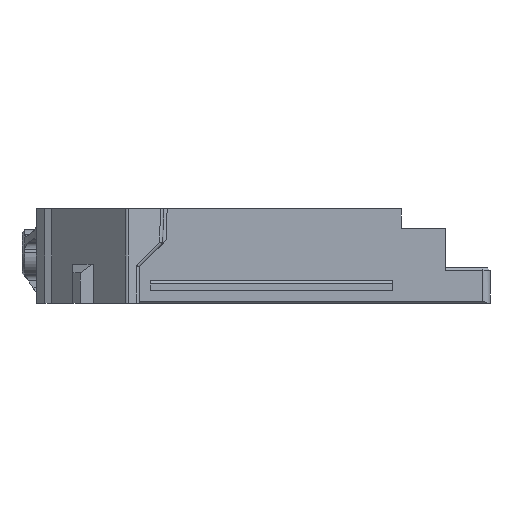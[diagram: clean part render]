
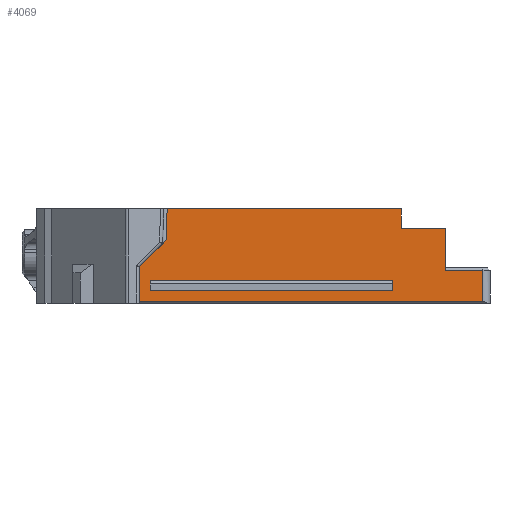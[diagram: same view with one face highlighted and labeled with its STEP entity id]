
A CAD part, front view. The second image highlights one B-rep face of the part: STEP entity #4069.
In plain terms, the highlighted planar face has unit normal (0, -1, 0).
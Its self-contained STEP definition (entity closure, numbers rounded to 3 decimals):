
#2136=CARTESIAN_POINT('',(425.772,110.462,25.));
#2137=VERTEX_POINT('',#2136);
#2145=CARTESIAN_POINT('',(491.467,110.462,25.));
#2146=VERTEX_POINT('',#2145);
#2147=CARTESIAN_POINT('',(425.772,110.462,25.));
#2148=DIRECTION('',(1.,0.,-0.));
#2149=VECTOR('',#2148,65.696);
#2150=LINE('',#2147,#2149);
#2151=EDGE_CURVE('',#2137,#2146,#2150,.T.);
#2450=CARTESIAN_POINT('',(491.467,110.462,19.5));
#2451=VERTEX_POINT('',#2450);
#2458=CARTESIAN_POINT('',(503.971,110.462,19.5));
#2459=VERTEX_POINT('',#2458);
#2460=CARTESIAN_POINT('',(503.971,110.462,19.5));
#2461=DIRECTION('',(-1.,-0.,0.));
#2462=VECTOR('',#2461,12.504);
#2463=LINE('',#2460,#2462);
#2464=EDGE_CURVE('',#2459,#2451,#2463,.T.);
#3845=CARTESIAN_POINT('',(420.971,110.462,4.9));
#3846=VERTEX_POINT('',#3845);
#3855=CARTESIAN_POINT('',(420.971,110.462,2.1));
#3856=VERTEX_POINT('',#3855);
#3857=CARTESIAN_POINT('',(420.971,110.462,2.1));
#3858=DIRECTION('',(0.,0.,1.));
#3859=VECTOR('',#3858,2.8);
#3860=LINE('',#3857,#3859);
#3861=EDGE_CURVE('',#3856,#3846,#3860,.T.);
#3963=CARTESIAN_POINT('',(488.971,110.462,4.9));
#3964=VERTEX_POINT('',#3963);
#3971=CARTESIAN_POINT('',(488.971,110.462,4.9));
#3972=DIRECTION('',(-1.,-0.,0.));
#3973=VECTOR('',#3972,68.);
#3974=LINE('',#3971,#3973);
#3975=EDGE_CURVE('',#3964,#3846,#3974,.T.);
#3982=CARTESIAN_POINT('',(404.05,110.462,10.));
#3983=DIRECTION('',(0.,-1.,0.));
#3984=DIRECTION('',(1.,0.,0.));
#3985=AXIS2_PLACEMENT_3D('',#3982,#3983,#3984);
#3986=PLANE('',#3985);
#3987=CARTESIAN_POINT('',(491.467,110.462,25.));
#3988=DIRECTION('',(-0.,-0.,-1.));
#3989=VECTOR('',#3988,5.5);
#3990=LINE('',#3987,#3989);
#3991=EDGE_CURVE('',#2146,#2451,#3990,.T.);
#3992=ORIENTED_EDGE('',*,*,#3991,.F.);
#3993=ORIENTED_EDGE('',*,*,#2151,.F.);
#3994=CARTESIAN_POINT('',(425.541,110.462,16.269));
#3995=VERTEX_POINT('',#3994);
#3996=CARTESIAN_POINT('',(425.772,110.462,25.));
#3997=DIRECTION('',(-0.026,-0.,-1.));
#3998=VECTOR('',#3997,8.734);
#3999=LINE('',#3996,#3998);
#4000=EDGE_CURVE('',#2137,#3995,#3999,.T.);
#4001=ORIENTED_EDGE('',*,*,#4000,.T.);
#4002=CARTESIAN_POINT('',(417.971,110.462,8.7));
#4003=VERTEX_POINT('',#4002);
#4004=CARTESIAN_POINT('',(425.541,110.462,16.269));
#4005=DIRECTION('',(-0.707,-0.,-0.707));
#4006=VECTOR('',#4005,10.705);
#4007=LINE('',#4004,#4006);
#4008=EDGE_CURVE('',#3995,#4003,#4007,.T.);
#4009=ORIENTED_EDGE('',*,*,#4008,.T.);
#4010=CARTESIAN_POINT('',(417.971,110.462,-1.));
#4011=VERTEX_POINT('',#4010);
#4012=CARTESIAN_POINT('',(417.971,110.462,-1.));
#4013=DIRECTION('',(-0.,0.,1.));
#4014=VECTOR('',#4013,9.7);
#4015=LINE('',#4012,#4014);
#4016=EDGE_CURVE('',#4011,#4003,#4015,.T.);
#4017=ORIENTED_EDGE('',*,*,#4016,.F.);
#4018=CARTESIAN_POINT('',(514.371,110.462,-1.));
#4019=VERTEX_POINT('',#4018);
#4020=CARTESIAN_POINT('',(417.971,110.462,-1.));
#4021=DIRECTION('',(1.,0.,-0.));
#4022=VECTOR('',#4021,96.4);
#4023=LINE('',#4020,#4022);
#4024=EDGE_CURVE('',#4011,#4019,#4023,.T.);
#4025=ORIENTED_EDGE('',*,*,#4024,.T.);
#4026=CARTESIAN_POINT('',(514.371,110.462,7.7));
#4027=VERTEX_POINT('',#4026);
#4028=CARTESIAN_POINT('',(514.371,110.462,-1.));
#4029=DIRECTION('',(0.,0.,1.));
#4030=VECTOR('',#4029,8.7);
#4031=LINE('',#4028,#4030);
#4032=EDGE_CURVE('',#4019,#4027,#4031,.T.);
#4033=ORIENTED_EDGE('',*,*,#4032,.T.);
#4034=CARTESIAN_POINT('',(503.971,110.462,7.7));
#4035=VERTEX_POINT('',#4034);
#4036=CARTESIAN_POINT('',(514.371,110.462,7.7));
#4037=DIRECTION('',(-1.,-0.,0.));
#4038=VECTOR('',#4037,10.4);
#4039=LINE('',#4036,#4038);
#4040=EDGE_CURVE('',#4027,#4035,#4039,.T.);
#4041=ORIENTED_EDGE('',*,*,#4040,.T.);
#4042=CARTESIAN_POINT('',(503.971,110.462,7.7));
#4043=DIRECTION('',(0.,0.,1.));
#4044=VECTOR('',#4043,11.8);
#4045=LINE('',#4042,#4044);
#4046=EDGE_CURVE('',#4035,#2459,#4045,.T.);
#4047=ORIENTED_EDGE('',*,*,#4046,.T.);
#4048=ORIENTED_EDGE('',*,*,#2464,.T.);
#4049=EDGE_LOOP('',(#3992,#3993,#4001,#4009,#4017,#4025,#4033,#4041,#4047,#4048));
#4050=FACE_BOUND('',#4049,.T.);
#4051=ORIENTED_EDGE('',*,*,#3975,.F.);
#4052=CARTESIAN_POINT('',(488.971,110.462,2.1));
#4053=VERTEX_POINT('',#4052);
#4054=CARTESIAN_POINT('',(488.971,110.462,2.1));
#4055=DIRECTION('',(0.,0.,1.));
#4056=VECTOR('',#4055,2.8);
#4057=LINE('',#4054,#4056);
#4058=EDGE_CURVE('',#4053,#3964,#4057,.T.);
#4059=ORIENTED_EDGE('',*,*,#4058,.F.);
#4060=CARTESIAN_POINT('',(488.971,110.462,2.1));
#4061=DIRECTION('',(-1.,-0.,0.));
#4062=VECTOR('',#4061,68.);
#4063=LINE('',#4060,#4062);
#4064=EDGE_CURVE('',#4053,#3856,#4063,.T.);
#4065=ORIENTED_EDGE('',*,*,#4064,.T.);
#4066=ORIENTED_EDGE('',*,*,#3861,.T.);
#4067=EDGE_LOOP('',(#4051,#4059,#4065,#4066));
#4068=FACE_BOUND('',#4067,.T.);
#4069=ADVANCED_FACE('',(#4050,#4068),#3986,.T.);
